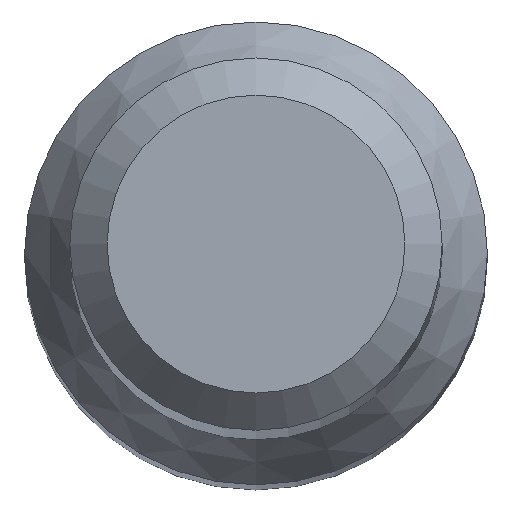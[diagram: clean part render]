
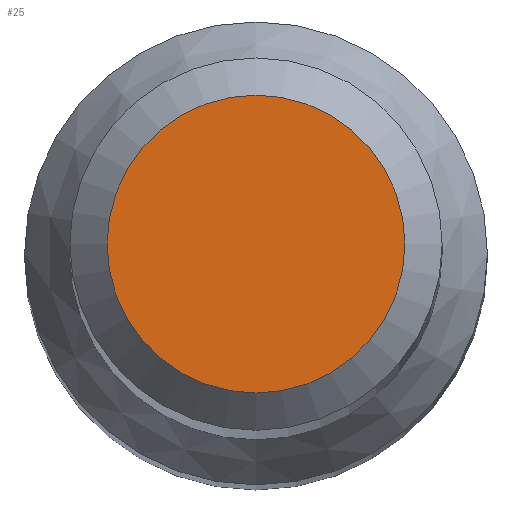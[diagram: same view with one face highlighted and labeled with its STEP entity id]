
A CAD part, top view. The second image highlights one B-rep face of the part: STEP entity #25.
In plain terms, the highlighted planar face has unit normal (0, 0, 1).
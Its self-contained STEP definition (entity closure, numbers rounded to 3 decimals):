
#2 = CARTESIAN_POINT ( 'NONE',  ( 0., 0., 56. ) ) ;
#8 = ORIENTED_EDGE ( 'NONE', *, *, #32, .F. ) ;
#14 = CARTESIAN_POINT ( 'NONE',  ( 0., 1., 56. ) ) ;
#25 = ADVANCED_FACE ( 'NONE', ( #37 ), #98, .F. ) ;
#32 = EDGE_CURVE ( 'NONE', #183, #183, #75, .T. ) ;
#37 = FACE_OUTER_BOUND ( 'NONE', #171, .T. ) ;
#55 = DIRECTION ( 'NONE',  ( 0., 0., -1. ) ) ;
#75 = CIRCLE ( 'NONE', #96, 1. ) ;
#96 = AXIS2_PLACEMENT_3D ( 'NONE', #228, #201, #101 ) ;
#98 = PLANE ( 'NONE',  #218 ) ;
#101 = DIRECTION ( 'NONE',  ( 0., 1., 0. ) ) ;
#162 = DIRECTION ( 'NONE',  ( 0., 1., 0. ) ) ;
#171 = EDGE_LOOP ( 'NONE', ( #8 ) ) ;
#183 = VERTEX_POINT ( 'NONE', #14 ) ;
#201 = DIRECTION ( 'NONE',  ( 0., 0., -1. ) ) ;
#218 = AXIS2_PLACEMENT_3D ( 'NONE', #2, #55, #162 ) ;
#228 = CARTESIAN_POINT ( 'NONE',  ( 0., 0., 56. ) ) ;
